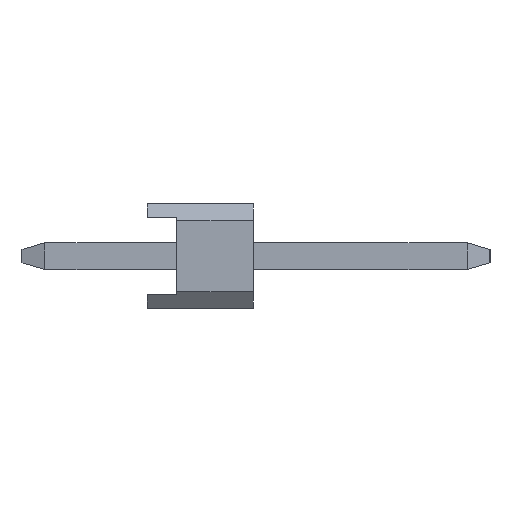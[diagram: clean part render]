
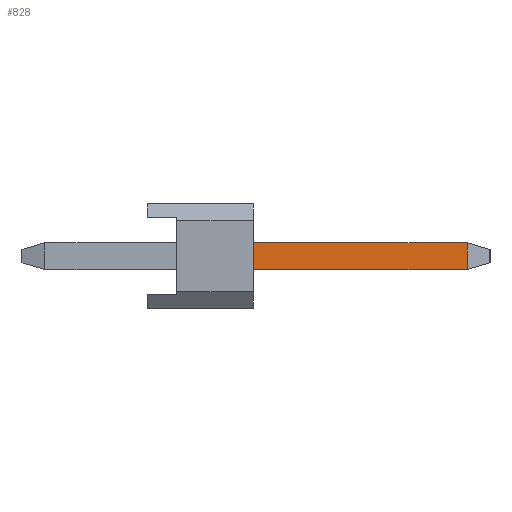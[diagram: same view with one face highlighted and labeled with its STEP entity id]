
A CAD part, left-side view. The second image highlights one B-rep face of the part: STEP entity #828.
In plain terms, the highlighted planar face has unit normal (-1, 0, 0).
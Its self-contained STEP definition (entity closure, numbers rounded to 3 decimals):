
#828=ADVANCED_FACE('',(#1799),#1800,.T.);
#1799=FACE_OUTER_BOUND('',#2936,.T.);
#1800=PLANE('',#2937);
#2936=EDGE_LOOP('',(#5157,#5158,#5159,#5160));
#2937=AXIS2_PLACEMENT_3D('',#5161,#5162,#5163);
#5157=ORIENTED_EDGE('',*,*,#7422,.F.);
#5158=ORIENTED_EDGE('',*,*,#7416,.F.);
#5159=ORIENTED_EDGE('',*,*,#7423,.F.);
#5160=ORIENTED_EDGE('',*,*,#7424,.F.);
#5161=CARTESIAN_POINT('',(-15.56,-2.6,0.5));
#5162=DIRECTION('',(-1.0,0.,0.));
#5163=DIRECTION('',(0.,1.0,0.));
#7416=EDGE_CURVE('',#8990,#8986,#8992,.T.);
#7422=EDGE_CURVE('',#8986,#9000,#9001,.T.);
#7423=EDGE_CURVE('',#9002,#8990,#9003,.T.);
#7424=EDGE_CURVE('',#9000,#9002,#9004,.T.);
#8986=VERTEX_POINT('',#11326);
#8990=VERTEX_POINT('',#11332);
#8992=LINE('',#11335,#11336);
#9000=VERTEX_POINT('',#11347);
#9001=LINE('',#11348,#11349);
#9002=VERTEX_POINT('',#11350);
#9003=LINE('',#11351,#11352);
#9004=LINE('',#11353,#11354);
#11326=CARTESIAN_POINT('',(-15.56,-2.54,-0.32));
#11332=CARTESIAN_POINT('',(-15.56,-7.654,-0.32));
#11335=CARTESIAN_POINT('',(-15.56,-2.6,-0.32));
#11336=VECTOR('',#13119,1.0);
#11347=CARTESIAN_POINT('',(-15.56,-2.54,0.32));
#11348=CARTESIAN_POINT('',(-15.56,-2.54,0.252));
#11349=VECTOR('',#13123,1.0);
#11350=CARTESIAN_POINT('',(-15.56,-7.654,0.32));
#11351=CARTESIAN_POINT('',(-15.56,-7.654,0.5));
#11352=VECTOR('',#13124,1.0);
#11353=CARTESIAN_POINT('',(-15.56,-2.6,0.32));
#11354=VECTOR('',#13125,1.0);
#13119=DIRECTION('',(0.,1.0,0.));
#13123=DIRECTION('',(0.,0.,1.0));
#13124=DIRECTION('',(0.0,0.,-1.0));
#13125=DIRECTION('',(0.,-1.0,0.));
